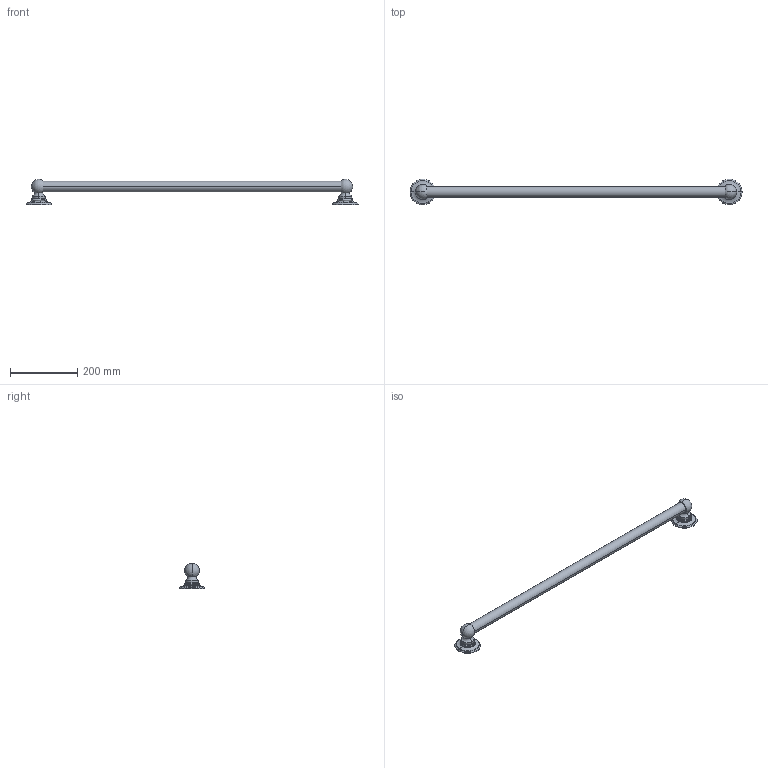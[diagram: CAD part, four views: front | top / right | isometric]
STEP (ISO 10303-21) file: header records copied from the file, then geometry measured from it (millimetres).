
FILE_DESCRIPTION((''),'2;1');
FILE_NAME('4565','2021-07-13T12:12:46',('jinson.thomas'),(''),'CREO PARAMETRIC BY PTC INC, 2018400','CREO PARAMETRIC BY PTC INC, 2018400','');
FILE_SCHEMA(('CONFIG_CONTROL_DESIGN'));
Length unit declared in the file: inch
Products named in the file (1): 4565
Bounding box: 990.6 x 76.2 x 75.84 mm (x, y, z)
Volume: 905575.3 mm3; surface area: 123843.6 mm2
Topology: 1 solids, 1 shells, 88 faces, 188 edges, 106 vertices
Faces by surface type: torus 44, cylinder 30, plane 10, sphere 4
Entity records: 2422 total; most frequent: DIRECTION 514, CARTESIAN_POINT 378, ORIENTED_EDGE 368, AXIS2_PLACEMENT_3D 242, EDGE_CURVE 184, CIRCLE 154, VERTEX_POINT 106, EDGE_LOOP 96
